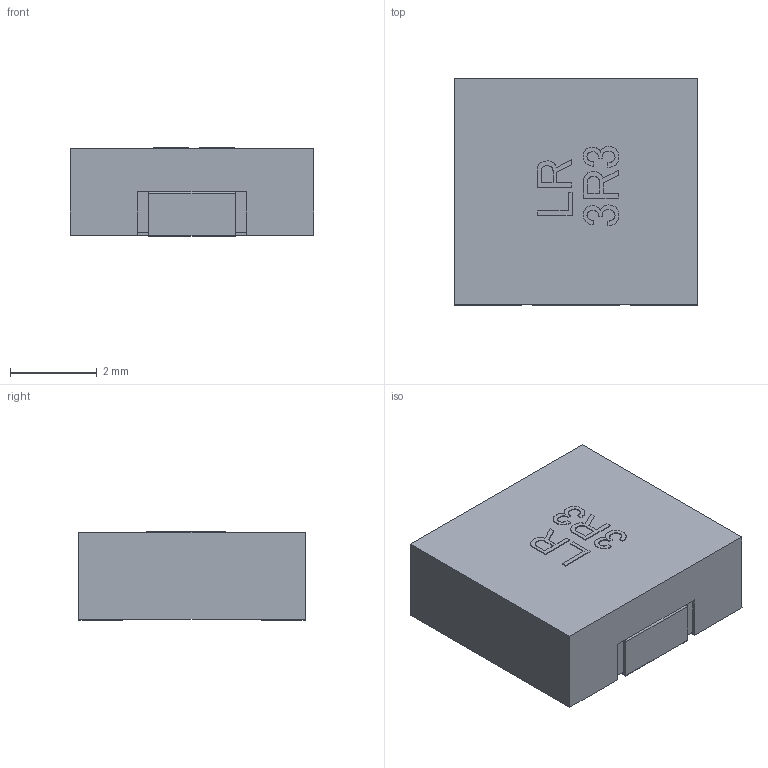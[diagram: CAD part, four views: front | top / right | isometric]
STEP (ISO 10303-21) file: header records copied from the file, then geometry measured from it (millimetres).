
FILE_DESCRIPTION( ('This file contains a STEP AP42 implementation' ,'as created by ZW3D STEP Interface translator.') ,'2;1' );
FILE_NAME( 'CIP0520-LR.stp' ,'1610 5.12 158', (''), ('ZWCAD Software Co.'), 'Version 1.0', 'ZW3D to STEP translator', '' );
FILE_SCHEMA( ('CONFIG_CONTROL_DESIGN') );
Length unit declared in the file: millimetre
Products named in the file (1): 0
Bounding box: 5.6 x 5.24 x 2.03 mm (x, y, z)
Volume: 58.1 mm3; surface area: 121 mm2
Topology: 8 solids, 8 shells, 154 faces, 414 edges, 276 vertices
Faces by surface type: bspline 154
Entity records: 4569 total; most frequent: CARTESIAN_POINT 1993, ORIENTED_EDGE 828, EDGE_CURVE 414, B_SPLINE_CURVE_WITH_KNOTS 406, VERTEX_POINT 276, EDGE_LOOP 158, FACE_OUTER_BOUND 154, ADVANCED_FACE 154
